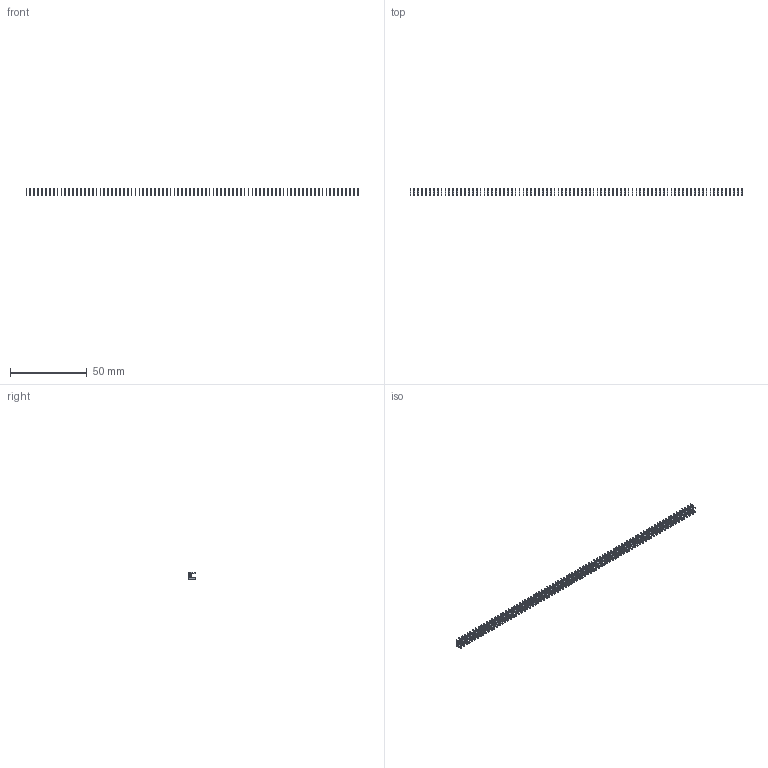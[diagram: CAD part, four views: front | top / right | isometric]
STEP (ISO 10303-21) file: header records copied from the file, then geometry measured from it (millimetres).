
FILE_DESCRIPTION (( 'STEP AP203' ), '1' );
FILE_NAME ('105-086-208-100.STEP', '2020-04-08T01:10:39', ( '' ), ( '' ), 'SwSTEP 2.0', 'SolidWorks 2016', '' );
FILE_SCHEMA (( 'CONFIG_CONTROL_DESIGN' ));
Length unit declared in the file: inch
Products named in the file (2): 100-290-001_100-290-208; 105-086-208-100
Assembly tree (86 placements, depth 2):
  105-086-208-100
    100-290-001_100-290-208  x86
Bounding box: 216.41 x 4.83 x 5.17 mm (x, y, z)
Volume: 591.7 mm3; surface area: 3654.7 mm2
Topology: 86 solids, 86 shells, 2150 faces, 5934 edges, 3956 vertices
Faces by surface type: plane 1892, cylinder 258
Entity records: 3709 total; most frequent: DIRECTION 303, CARTESIAN_POINT 229, COORDINATED_UNIVERSAL_TIME_OFFSET 182, LOCAL_TIME 182, CALENDAR_DATE 182, DATE_AND_TIME 182, ORIENTED_EDGE 138, AXIS2_PLACEMENT_3D 120
